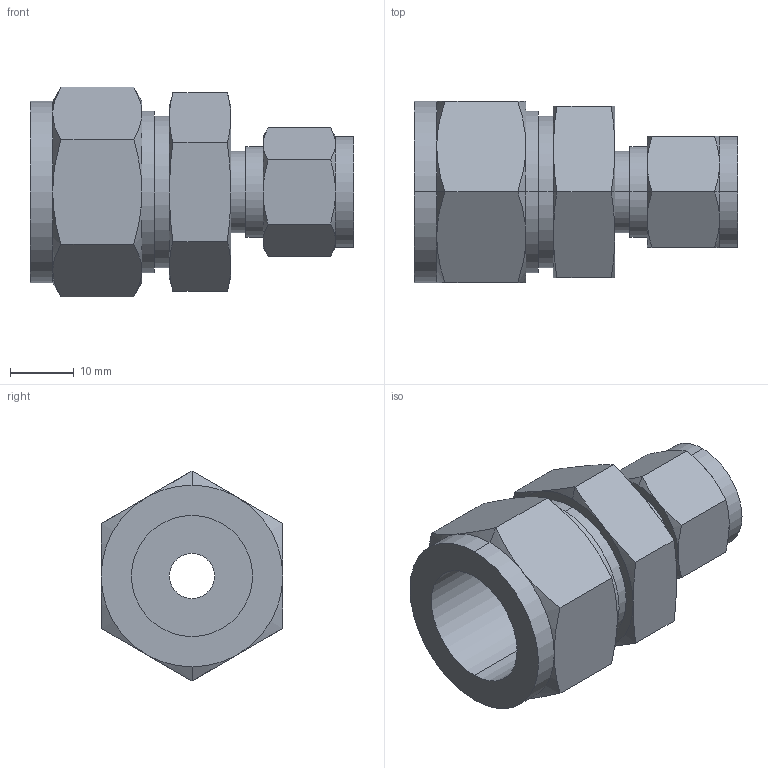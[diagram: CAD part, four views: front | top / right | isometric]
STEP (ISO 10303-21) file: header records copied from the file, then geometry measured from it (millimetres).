
FILE_DESCRIPTION (( 'STEP AP203' ), '1' );
FILE_NAME ('RizurLok-PP-3.4Ä(O)-3.8Ä(O).STEP', '2022-03-09T11:49:31', ( '' ), ( '' ), 'SwSTEP 2.0', 'SolidWorks 2020', '' );
FILE_SCHEMA (( 'CONFIG_CONTROL_DESIGN' ));
Length unit declared in the file: millimetre
Products named in the file (2): RizurLok-PP-3.4Ä(O)-3.8Ä(O)
Assembly tree (1 placements, depth 2):
  RizurLok-PP-3.4Ä(O)-3.8Ä(O)
    RizurLok-PP-3.4Ä(O)-3.8Ä(O)
Bounding box: 50.8 x 28.57 x 32.99 mm (x, y, z)
Volume: 16105.1 mm3; surface area: 8061.2 mm2
Topology: 1 solids, 1 shells, 232 faces, 581 edges, 370 vertices
Faces by surface type: plane 91, bspline 75, cone 48, cylinder 18
Entity records: 10831 total; most frequent: CARTESIAN_POINT 5698, ORIENTED_EDGE 1162, DIRECTION 761, EDGE_CURVE 581, VERTEX_POINT 370, LINE 279, VECTOR 279, EDGE_LOOP 253
